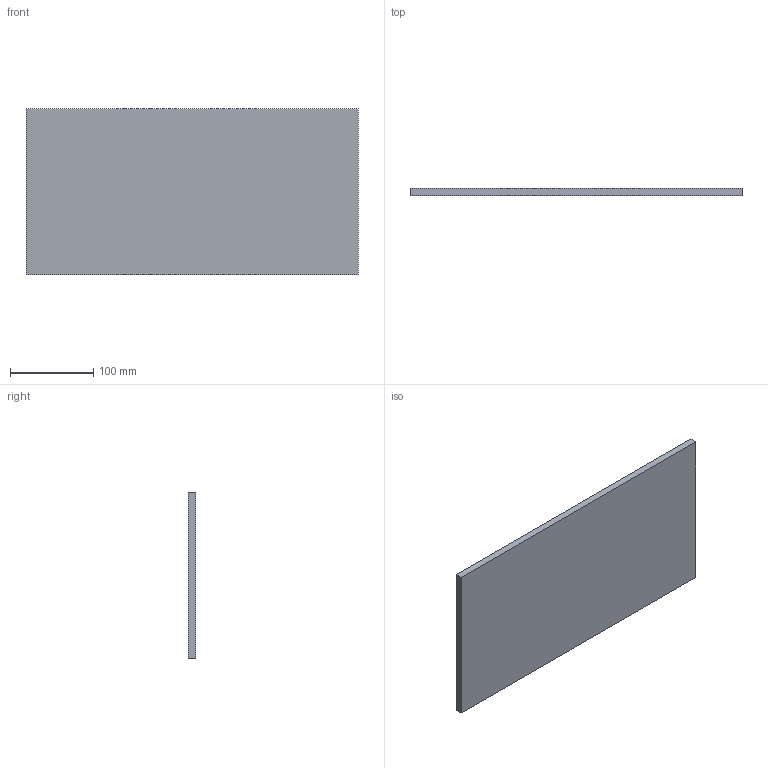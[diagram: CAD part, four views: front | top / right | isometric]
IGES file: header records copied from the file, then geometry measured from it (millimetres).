
Global section: file name: 431030229; native system: Autodesk Inventor 2018; preprocessor: unknown; author: JANAN; date: 20201214.080626; units: millimetre
Bounding box: 400 x 8.5 x 200 mm (x, y, z)
Volume: 680000 mm3; surface area: 170200 mm2
Topology: 1 solids, 1 shells, 6 faces, 12 edges, 8 vertices
Faces by surface type: bspline 6
